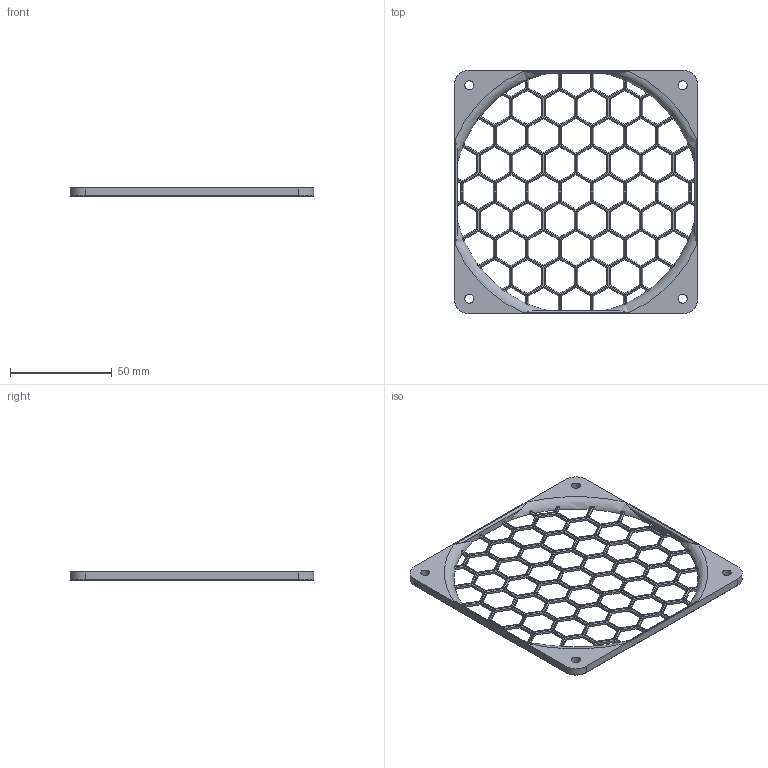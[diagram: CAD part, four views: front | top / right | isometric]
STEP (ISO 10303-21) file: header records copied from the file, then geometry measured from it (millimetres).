
FILE_DESCRIPTION(/* description */ (''),/* implementation_level */ '2;1');
FILE_NAME(/* name */ 'fan_grill.step',/* time_stamp */ '2021-04-22T19:30:41-06:00',/* author */ (''),/* organization */ (''),/* preprocessor_version */ 'ST-DEVELOPER v18.1',/* originating_system */ 'Autodesk Translation Framework v10.6.0.1341',/* authorisation */ '');
FILE_SCHEMA (('AUTOMOTIVE_DESIGN { 1 0 10303 214 3 1 1 }'));
Length unit declared in the file: millimetre
Products named in the file (1): (Unsaved)
Bounding box: 120 x 120 x 4 mm (x, y, z)
Volume: 13870.6 mm3; surface area: 16232.2 mm2
Topology: 1 solids, 1 shells, 703 faces, 1856 edges, 1132 vertices
Faces by surface type: cylinder 352, plane 339, torus 8, cone 4
Full cylindrical faces by diameter (mm): 4.5 x4
Entity records: 22207 total; most frequent: CARTESIAN_POINT 4572, ORIENTED_EDGE 3712, DIRECTION 3560, EDGE_CURVE 1856, LINE 1352, VECTOR 1352, VERTEX_POINT 1132, AXIS2_PLACEMENT_3D 1104
